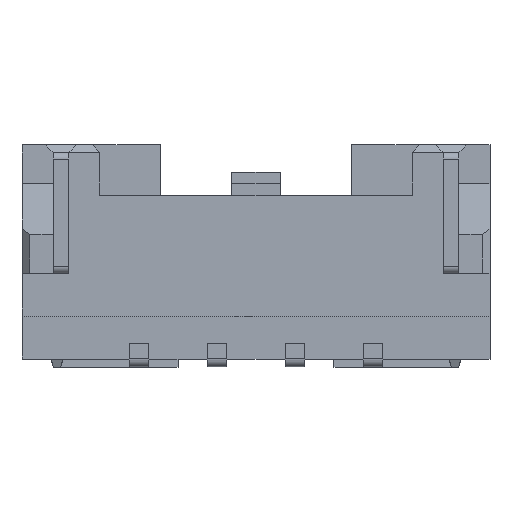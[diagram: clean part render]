
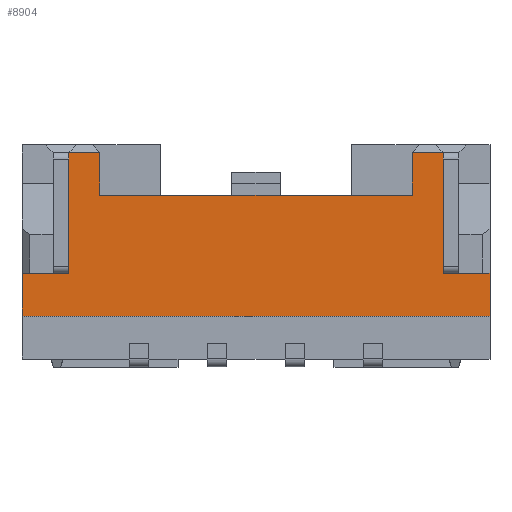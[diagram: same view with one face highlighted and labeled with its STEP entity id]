
A CAD part, top view. The second image highlights one B-rep face of the part: STEP entity #8904.
In plain terms, the highlighted planar face has unit normal (0, 0, 1).
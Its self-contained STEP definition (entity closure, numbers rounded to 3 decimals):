
#20 = EDGE_CURVE ( 'NONE', #7616, #528, #8515, .T. ) ;
#23 = CARTESIAN_POINT ( 'NONE',  ( -6., 5.7, 3.7 ) ) ;
#107 = VERTEX_POINT ( 'NONE', #9038 ) ;
#230 = CARTESIAN_POINT ( 'NONE',  ( 6., 2.4, 3.7 ) ) ;
#232 = DIRECTION ( 'NONE',  ( -1., 0., 0. ) ) ;
#350 = VERTEX_POINT ( 'NONE', #5707 ) ;
#402 = ORIENTED_EDGE ( 'NONE', *, *, #9404, .T. ) ;
#528 = VERTEX_POINT ( 'NONE', #6763 ) ;
#614 = DIRECTION ( 'NONE',  ( 0., -1., 0. ) ) ;
#717 = AXIS2_PLACEMENT_3D ( 'NONE', #5731, #2041, #1351 ) ;
#741 = VERTEX_POINT ( 'NONE', #4751 ) ;
#902 = VECTOR ( 'NONE', #2999, 1000. ) ;
#1105 = ORIENTED_EDGE ( 'NONE', *, *, #9455, .F. ) ;
#1126 = ORIENTED_EDGE ( 'NONE', *, *, #4912, .T. ) ;
#1209 = CARTESIAN_POINT ( 'NONE',  ( 4.8, 5.5, 3.7 ) ) ;
#1263 = DIRECTION ( 'NONE',  ( 1., 0., 0. ) ) ;
#1296 = FACE_OUTER_BOUND ( 'NONE', #7734, .T. ) ;
#1351 = DIRECTION ( 'NONE',  ( 0., 1., 0. ) ) ;
#1457 = LINE ( 'NONE', #2296, #7770 ) ;
#1485 = LINE ( 'NONE', #8844, #5826 ) ;
#2041 = DIRECTION ( 'NONE',  ( 0., 0., -1. ) ) ;
#2082 = DIRECTION ( 'NONE',  ( -1., 0., 0. ) ) ;
#2100 = LINE ( 'NONE', #7130, #4517 ) ;
#2116 = VECTOR ( 'NONE', #232, 1000. ) ;
#2214 = CARTESIAN_POINT ( 'NONE',  ( -4.005, 4.4, 3.7 ) ) ;
#2296 = CARTESIAN_POINT ( 'NONE',  ( 4.005, 5.7, 3.7 ) ) ;
#2352 = VERTEX_POINT ( 'NONE', #5566 ) ;
#2395 = VECTOR ( 'NONE', #7331, 1000. ) ;
#2417 = EDGE_CURVE ( 'NONE', #6187, #3861, #4800, .T. ) ;
#2484 = ORIENTED_EDGE ( 'NONE', *, *, #2546, .T. ) ;
#2546 = EDGE_CURVE ( 'NONE', #3402, #7733, #5038, .T. ) ;
#2706 = PLANE ( 'NONE',  #717 ) ;
#2869 = EDGE_CURVE ( 'NONE', #3861, #107, #2916, .T. ) ;
#2916 = LINE ( 'NONE', #8712, #3776 ) ;
#2999 = DIRECTION ( 'NONE',  ( 0., -1., 0. ) ) ;
#3402 = VERTEX_POINT ( 'NONE', #2214 ) ;
#3559 = DIRECTION ( 'NONE',  ( 0., -1., 0. ) ) ;
#3611 = LINE ( 'NONE', #8897, #3686 ) ;
#3630 = DIRECTION ( 'NONE',  ( -1., 0., 0. ) ) ;
#3686 = VECTOR ( 'NONE', #3559, 1000. ) ;
#3776 = VECTOR ( 'NONE', #3630, 1000. ) ;
#3811 = VECTOR ( 'NONE', #2082, 1000. ) ;
#3861 = VERTEX_POINT ( 'NONE', #7621 ) ;
#3893 = CARTESIAN_POINT ( 'NONE',  ( -4.8, 5.5, 3.7 ) ) ;
#4011 = ORIENTED_EDGE ( 'NONE', *, *, #2869, .F. ) ;
#4018 = CARTESIAN_POINT ( 'NONE',  ( 6., 5.5, 3.7 ) ) ;
#4033 = LINE ( 'NONE', #6949, #4660 ) ;
#4084 = DIRECTION ( 'NONE',  ( 0., -1., 0. ) ) ;
#4163 = CARTESIAN_POINT ( 'NONE',  ( -4.8, 2.4, 3.7 ) ) ;
#4359 = CARTESIAN_POINT ( 'NONE',  ( -4.005, 5.7, 3.7 ) ) ;
#4466 = EDGE_CURVE ( 'NONE', #7863, #741, #5776, .T. ) ;
#4517 = VECTOR ( 'NONE', #1263, 1000. ) ;
#4523 = VECTOR ( 'NONE', #7939, 1000. ) ;
#4660 = VECTOR ( 'NONE', #5526, 1000. ) ;
#4751 = CARTESIAN_POINT ( 'NONE',  ( 4.005, 5.5, 3.7 ) ) ;
#4800 = LINE ( 'NONE', #8490, #9453 ) ;
#4912 = EDGE_CURVE ( 'NONE', #7056, #7616, #4033, .T. ) ;
#5038 = LINE ( 'NONE', #4359, #2395 ) ;
#5085 = EDGE_CURVE ( 'NONE', #2352, #6187, #2100, .T. ) ;
#5258 = ORIENTED_EDGE ( 'NONE', *, *, #9430, .T. ) ;
#5526 = DIRECTION ( 'NONE',  ( 0., -1., 0. ) ) ;
#5566 = CARTESIAN_POINT ( 'NONE',  ( 4.8, 2.4, 3.7 ) ) ;
#5683 = EDGE_CURVE ( 'NONE', #741, #350, #1457, .T. ) ;
#5707 = CARTESIAN_POINT ( 'NONE',  ( 4.005, 4.4, 3.7 ) ) ;
#5731 = CARTESIAN_POINT ( 'NONE',  ( 6., 5.7, 3.7 ) ) ;
#5776 = LINE ( 'NONE', #6444, #3811 ) ;
#5826 = VECTOR ( 'NONE', #7246, 1000. ) ;
#6187 = VERTEX_POINT ( 'NONE', #230 ) ;
#6444 = CARTESIAN_POINT ( 'NONE',  ( 6., 5.5, 3.7 ) ) ;
#6676 = LINE ( 'NONE', #23, #902 ) ;
#6763 = CARTESIAN_POINT ( 'NONE',  ( -6., 2.4, 3.7 ) ) ;
#6949 = CARTESIAN_POINT ( 'NONE',  ( -4.8, 2.4, 3.7 ) ) ;
#7056 = VERTEX_POINT ( 'NONE', #3893 ) ;
#7099 = ORIENTED_EDGE ( 'NONE', *, *, #5085, .F. ) ;
#7130 = CARTESIAN_POINT ( 'NONE',  ( 4.8, 2.4, 3.7 ) ) ;
#7246 = DIRECTION ( 'NONE',  ( -1., 0., 0. ) ) ;
#7331 = DIRECTION ( 'NONE',  ( 0., 1., 0. ) ) ;
#7435 = EDGE_CURVE ( 'NONE', #7733, #7056, #8950, .T. ) ;
#7616 = VERTEX_POINT ( 'NONE', #8868 ) ;
#7621 = CARTESIAN_POINT ( 'NONE',  ( 6., 1.3, 3.7 ) ) ;
#7667 = CARTESIAN_POINT ( 'NONE',  ( -4.005, 5.5, 3.7 ) ) ;
#7733 = VERTEX_POINT ( 'NONE', #7667 ) ;
#7734 = EDGE_LOOP ( 'NONE', ( #2484, #8447, #1126, #9228, #5258, #4011, #7851, #7099, #1105, #9062, #8784, #402 ) ) ;
#7770 = VECTOR ( 'NONE', #614, 1000. ) ;
#7851 = ORIENTED_EDGE ( 'NONE', *, *, #2417, .F. ) ;
#7863 = VERTEX_POINT ( 'NONE', #1209 ) ;
#7939 = DIRECTION ( 'NONE',  ( -1., 0., 0. ) ) ;
#8447 = ORIENTED_EDGE ( 'NONE', *, *, #7435, .T. ) ;
#8490 = CARTESIAN_POINT ( 'NONE',  ( 6., 5.7, 3.7 ) ) ;
#8515 = LINE ( 'NONE', #4163, #4523 ) ;
#8712 = CARTESIAN_POINT ( 'NONE',  ( 6., 1.3, 3.7 ) ) ;
#8784 = ORIENTED_EDGE ( 'NONE', *, *, #5683, .T. ) ;
#8844 = CARTESIAN_POINT ( 'NONE',  ( 6., 4.4, 3.7 ) ) ;
#8868 = CARTESIAN_POINT ( 'NONE',  ( -4.8, 2.4, 3.7 ) ) ;
#8897 = CARTESIAN_POINT ( 'NONE',  ( 4.8, 2.4, 3.7 ) ) ;
#8904 = ADVANCED_FACE ( 'NONE', ( #1296 ), #2706, .F. ) ;
#8950 = LINE ( 'NONE', #4018, #2116 ) ;
#9038 = CARTESIAN_POINT ( 'NONE',  ( -6., 1.3, 3.7 ) ) ;
#9062 = ORIENTED_EDGE ( 'NONE', *, *, #4466, .T. ) ;
#9228 = ORIENTED_EDGE ( 'NONE', *, *, #20, .T. ) ;
#9404 = EDGE_CURVE ( 'NONE', #350, #3402, #1485, .T. ) ;
#9430 = EDGE_CURVE ( 'NONE', #528, #107, #6676, .T. ) ;
#9453 = VECTOR ( 'NONE', #4084, 1000. ) ;
#9455 = EDGE_CURVE ( 'NONE', #7863, #2352, #3611, .T. ) ;
